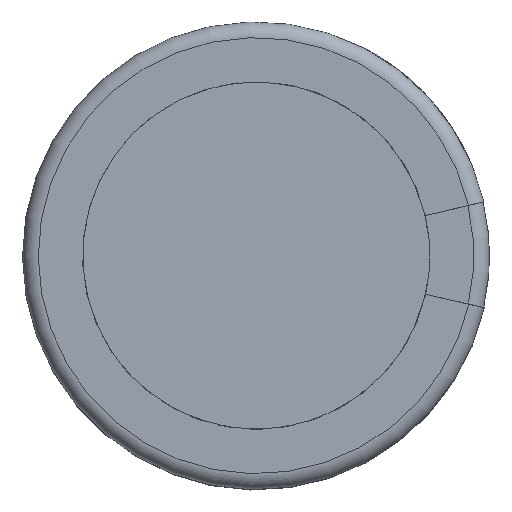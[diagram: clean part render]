
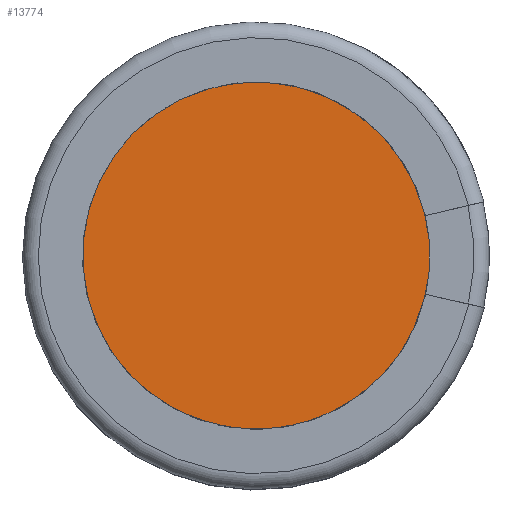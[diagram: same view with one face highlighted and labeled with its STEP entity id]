
A CAD part, top view. The second image highlights one B-rep face of the part: STEP entity #13774.
In plain terms, the highlighted face is planar.
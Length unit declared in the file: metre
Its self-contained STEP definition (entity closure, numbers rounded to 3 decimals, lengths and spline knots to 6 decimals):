
#116=PLANE('',#14445);
#2172=CIRCLE('',#14446,0.013932);
#2749=ORIENTED_EDGE('',*,*,#5620,.F.);
#5620=EDGE_CURVE('',#7047,#7047,#2172,.T.);
#7047=VERTEX_POINT('',#18665);
#8145=EDGE_LOOP('',(#2749));
#8846=FACE_BOUND('',#8145,.T.);
#13774=ADVANCED_FACE('',(#8846),#116,.F.);
#14445=AXIS2_PLACEMENT_3D('',#18663,#15718,#15719);
#14446=AXIS2_PLACEMENT_3D('',#18664,#15720,#15721);
#15718=DIRECTION('',(0.,-1.,0.));
#15719=DIRECTION('',(1.,0.,0.));
#15720=DIRECTION('',(0.,-1.,0.));
#15721=DIRECTION('',(1.,0.,0.));
#18663=CARTESIAN_POINT('',(0.,0.02378,0.));
#18664=CARTESIAN_POINT('',(0.,0.02378,0.));
#18665=CARTESIAN_POINT('',(0.013932,0.02378,0.));
